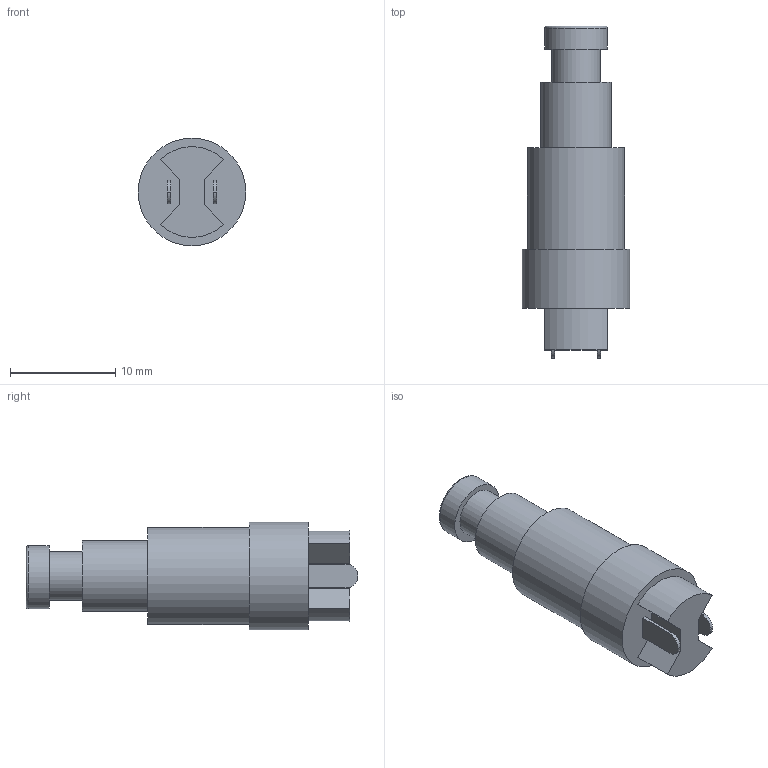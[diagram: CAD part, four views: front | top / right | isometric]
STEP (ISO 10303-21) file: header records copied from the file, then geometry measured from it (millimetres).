
FILE_DESCRIPTION( ( '' ), ' ' );
FILE_NAME( '5a563a5f514f4e0f97735c98.step', '2018-01-10T16:10:33', ( '' ), ( '' ), ' ', ' ', ' ' );
FILE_SCHEMA( ( 'AUTOMOTIVE_DESIGN { 1 0 10303 214 1 1 1 1 }' ) );
Length unit declared in the file: metre
Products named in the file (1): 1
Bounding box: 10.2 x 31.48 x 10.2 mm (x, y, z)
Volume: 1560.4 mm3; surface area: 1018.6 mm2
Topology: 1 solids, 1 shells, 33 faces, 72 edges, 48 vertices
Faces by surface type: plane 21, cylinder 11, torus 1
Full cylindrical faces by diameter (mm): 4.57 x1, 5.97 x1, 6.72 x1, 9.2 x1, 10.2 x1
Entity records: 1150 total; most frequent: DIRECTION 156, CARTESIAN_POINT 146, ORIENTED_EDGE 130, EDGE_CURVE 65, AXIS2_PLACEMENT_3D 57, VERTEX_POINT 47, EDGE_LOOP 46, LINE 42
